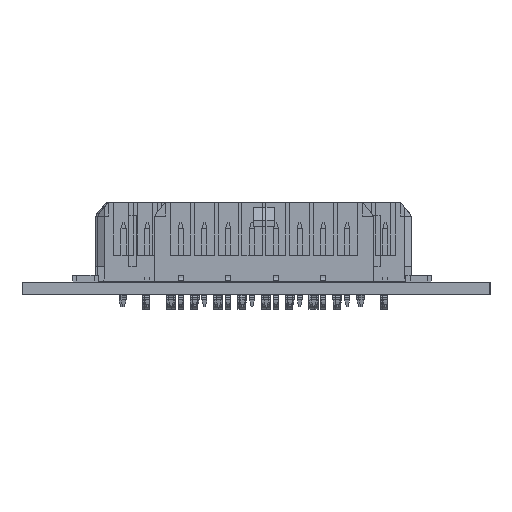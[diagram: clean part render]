
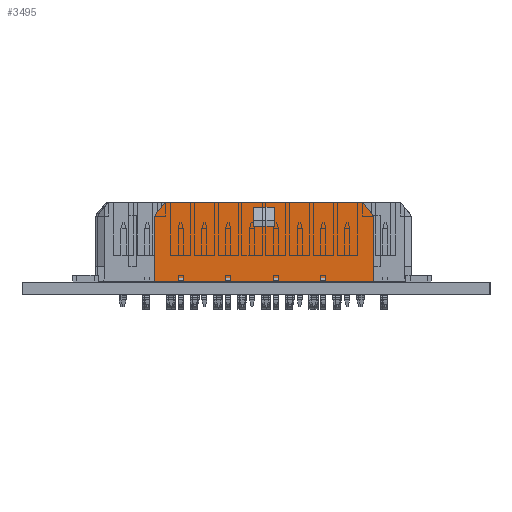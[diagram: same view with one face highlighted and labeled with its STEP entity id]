
A CAD part, left-side view. The second image highlights one B-rep face of the part: STEP entity #3495.
In plain terms, the highlighted planar face has unit normal (-1, 0, 0).
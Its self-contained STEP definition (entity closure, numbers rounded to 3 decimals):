
#1512 = VERTEX_POINT('',#1513);
#1513 = CARTESIAN_POINT('',(44.15,14.68,
    0.1));
#1519 = EDGE_CURVE('',#1520,#1512,#1522,.T.);
#1520 = VERTEX_POINT('',#1521);
#1521 = CARTESIAN_POINT('',(44.15,42.32,
    0.1));
#1522 = LINE('',#1523,#1524);
#1523 = CARTESIAN_POINT('',(44.15,42.32,
    0.1));
#1524 = VECTOR('',#1525,1.);
#1525 = DIRECTION('',(0.,-1.,0.));
#2807 = EDGE_CURVE('',#1520,#2808,#2810,.T.);
#2808 = VERTEX_POINT('',#2809);
#2809 = CARTESIAN_POINT('',(44.15,42.32,
    8.332));
#2810 = LINE('',#2811,#2812);
#2811 = CARTESIAN_POINT('',(44.15,42.32,
    0.1));
#2812 = VECTOR('',#2813,1.);
#2813 = DIRECTION('',(0.,0.,1.));
#3064 = VERTEX_POINT('',#3065);
#3065 = CARTESIAN_POINT('',(44.15,14.68,
    8.332));
#3082 = VERTEX_POINT('',#3083);
#3083 = CARTESIAN_POINT('',(44.15,16.08,
    10.));
#3089 = EDGE_CURVE('',#3082,#3064,#3090,.T.);
#3090 = LINE('',#3091,#3092);
#3091 = CARTESIAN_POINT('',(44.15,16.08,
    10.));
#3092 = VECTOR('',#3093,1.);
#3093 = DIRECTION('',(0.,-0.643,-0.766
    ));
#3104 = VERTEX_POINT('',#3105);
#3105 = CARTESIAN_POINT('',(44.15,40.92,
    10.));
#3120 = EDGE_CURVE('',#2808,#3104,#3121,.T.);
#3121 = LINE('',#3122,#3123);
#3122 = CARTESIAN_POINT('',(44.15,42.32,
    8.332));
#3123 = VECTOR('',#3124,1.);
#3124 = DIRECTION('',(0.,-0.643,0.766
    ));
#3455 = EDGE_CURVE('',#3104,#3082,#3456,.T.);
#3456 = LINE('',#3457,#3458);
#3457 = CARTESIAN_POINT('',(44.15,42.32,
    10.));
#3458 = VECTOR('',#3459,1.);
#3459 = DIRECTION('',(0.,-1.,0.));
#3495 = ADVANCED_FACE('',(#3496,#3509),#3543,.T.);
#3496 = FACE_BOUND('',#3497,.T.);
#3497 = EDGE_LOOP('',(#3498,#3499,#3500,#3501,#3507,#3508));
#3498 = ORIENTED_EDGE('',*,*,#3120,.F.);
#3499 = ORIENTED_EDGE('',*,*,#2807,.F.);
#3500 = ORIENTED_EDGE('',*,*,#1519,.T.);
#3501 = ORIENTED_EDGE('',*,*,#3502,.T.);
#3502 = EDGE_CURVE('',#1512,#3064,#3503,.T.);
#3503 = LINE('',#3504,#3505);
#3504 = CARTESIAN_POINT('',(44.15,14.68,
    0.1));
#3505 = VECTOR('',#3506,1.);
#3506 = DIRECTION('',(0.,0.,1.));
#3507 = ORIENTED_EDGE('',*,*,#3089,.F.);
#3508 = ORIENTED_EDGE('',*,*,#3455,.F.);
#3509 = FACE_BOUND('',#3510,.T.);
#3510 = EDGE_LOOP('',(#3511,#3521,#3529,#3537));
#3511 = ORIENTED_EDGE('',*,*,#3512,.T.);
#3512 = EDGE_CURVE('',#3513,#3515,#3517,.T.);
#3513 = VERTEX_POINT('',#3514);
#3514 = CARTESIAN_POINT('',(44.15,29.8,
    9.46));
#3515 = VERTEX_POINT('',#3516);
#3516 = CARTESIAN_POINT('',(44.15,27.2,
    9.46));
#3517 = LINE('',#3518,#3519);
#3518 = CARTESIAN_POINT('',(44.15,29.8,
    9.46));
#3519 = VECTOR('',#3520,1.);
#3520 = DIRECTION('',(0.,-1.,0.));
#3521 = ORIENTED_EDGE('',*,*,#3522,.T.);
#3522 = EDGE_CURVE('',#3515,#3523,#3525,.T.);
#3523 = VERTEX_POINT('',#3524);
#3524 = CARTESIAN_POINT('',(44.15,27.2,
    7.05));
#3525 = LINE('',#3526,#3527);
#3526 = CARTESIAN_POINT('',(44.15,27.2,
    9.46));
#3527 = VECTOR('',#3528,1.);
#3528 = DIRECTION('',(0.,0.,-1.));
#3529 = ORIENTED_EDGE('',*,*,#3530,.F.);
#3530 = EDGE_CURVE('',#3531,#3523,#3533,.T.);
#3531 = VERTEX_POINT('',#3532);
#3532 = CARTESIAN_POINT('',(44.15,29.8,
    7.05));
#3533 = LINE('',#3534,#3535);
#3534 = CARTESIAN_POINT('',(44.15,29.8,
    7.05));
#3535 = VECTOR('',#3536,1.);
#3536 = DIRECTION('',(0.,-1.,0.));
#3537 = ORIENTED_EDGE('',*,*,#3538,.F.);
#3538 = EDGE_CURVE('',#3513,#3531,#3539,.T.);
#3539 = LINE('',#3540,#3541);
#3540 = CARTESIAN_POINT('',(44.15,29.8,
    9.46));
#3541 = VECTOR('',#3542,1.);
#3542 = DIRECTION('',(0.,0.,-1.));
#3543 = PLANE('',#3544);
#3544 = AXIS2_PLACEMENT_3D('',#3545,#3546,#3547);
#3545 = CARTESIAN_POINT('',(44.15,42.32,
    0.1));
#3546 = DIRECTION('',(-1.,0.,0.));
#3547 = DIRECTION('',(0.,1.,0.));
